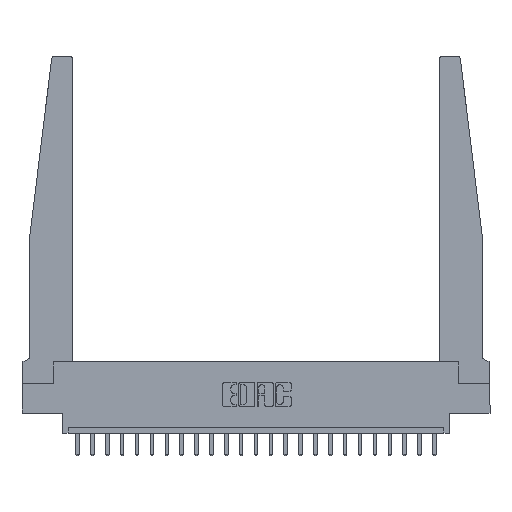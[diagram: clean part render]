
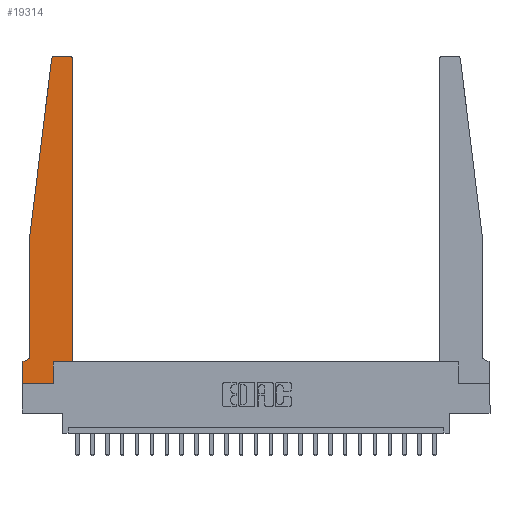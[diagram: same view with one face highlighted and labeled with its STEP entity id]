
A CAD part, top view. The second image highlights one B-rep face of the part: STEP entity #19314.
In plain terms, the highlighted planar face has unit normal (0, 0, 1).
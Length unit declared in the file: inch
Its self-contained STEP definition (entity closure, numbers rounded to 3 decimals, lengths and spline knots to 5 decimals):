
#86 = CARTESIAN_POINT ( 'NONE',  ( 0., 0., 0.37 ) ) ;
#300 = EDGE_CURVE ( 'NONE', #22485, #8490, #14839, .T. ) ;
#844 = CARTESIAN_POINT ( 'NONE',  ( 0., 0.1875, 0.37 ) ) ;
#1186 = DIRECTION ( 'NONE',  ( -1., 0., 0. ) ) ;
#1660 = VERTEX_POINT ( 'NONE', #844 ) ;
#2156 = DIRECTION ( 'NONE',  ( 0., 1., 0. ) ) ;
#2835 = DIRECTION ( 'NONE',  ( 1., 0., 0. ) ) ;
#3010 = CARTESIAN_POINT ( 'NONE',  ( 0.015, 0.2375, 0.37 ) ) ;
#3014 = CIRCLE ( 'NONE', #10491, 0.03 ) ;
#3059 = CARTESIAN_POINT ( 'NONE',  ( 0.065, 0.2375, 0.37 ) ) ;
#3161 = VERTEX_POINT ( 'NONE', #10107 ) ;
#3701 = VECTOR ( 'NONE', #18553, 39.37008 ) ;
#3898 = VECTOR ( 'NONE', #12240, 39.37008 ) ;
#3997 = EDGE_CURVE ( 'NONE', #8252, #21128, #10966, .T. ) ;
#4261 = AXIS2_PLACEMENT_3D ( 'NONE', #3010, #21238, #22876 ) ;
#4453 = VECTOR ( 'NONE', #1186, 39.37008 ) ;
#4553 = CARTESIAN_POINT ( 'NONE',  ( 0.065, 1.25, 0.37 ) ) ;
#4622 = CIRCLE ( 'NONE', #4261, 0.05 ) ;
#4656 = DIRECTION ( 'NONE',  ( 0., 0., 1. ) ) ;
#4665 = ORIENTED_EDGE ( 'NONE', *, *, #6783, .T. ) ;
#4728 = ORIENTED_EDGE ( 'NONE', *, *, #13742, .T. ) ;
#4906 = AXIS2_PLACEMENT_3D ( 'NONE', #12209, #17065, #2835 ) ;
#5506 = LINE ( 'NONE', #14313, #19528 ) ;
#5543 = CARTESIAN_POINT ( 'NONE',  ( 0.425, 0.18, 0.37 ) ) ;
#5582 = CARTESIAN_POINT ( 'NONE',  ( 0., 0., 0.37 ) ) ;
#6463 = CARTESIAN_POINT ( 'NONE',  ( 0.425, 0.18, 0.37 ) ) ;
#6783 = EDGE_CURVE ( 'NONE', #15280, #18449, #9604, .T. ) ;
#6925 = DIRECTION ( 'NONE',  ( -1., 0., 0. ) ) ;
#7181 = DIRECTION ( 'NONE',  ( 0., 1., 0. ) ) ;
#7605 = ORIENTED_EDGE ( 'NONE', *, *, #16222, .T. ) ;
#8252 = VERTEX_POINT ( 'NONE', #12437 ) ;
#8271 = VERTEX_POINT ( 'NONE', #10674 ) ;
#8329 = CARTESIAN_POINT ( 'NONE',  ( 0.27653, 2.75, 0.37 ) ) ;
#8359 = EDGE_CURVE ( 'NONE', #1660, #8271, #21628, .T. ) ;
#8490 = VERTEX_POINT ( 'NONE', #16442 ) ;
#8504 = CARTESIAN_POINT ( 'NONE',  ( 0.065, 1.25, 0.37 ) ) ;
#8931 = LINE ( 'NONE', #23166, #14554 ) ;
#8983 = DIRECTION ( 'NONE',  ( 1., 0., 0. ) ) ;
#9002 = EDGE_CURVE ( 'NONE', #21128, #22485, #17781, .T. ) ;
#9334 = ORIENTED_EDGE ( 'NONE', *, *, #20860, .T. ) ;
#9440 = VERTEX_POINT ( 'NONE', #18813 ) ;
#9604 = LINE ( 'NONE', #4553, #3701 ) ;
#9724 = DIRECTION ( 'NONE',  ( 0., 0., 1. ) ) ;
#9810 = ORIENTED_EDGE ( 'NONE', *, *, #8359, .T. ) ;
#9829 = VERTEX_POINT ( 'NONE', #17042 ) ;
#10075 = ORIENTED_EDGE ( 'NONE', *, *, #9002, .T. ) ;
#10107 = CARTESIAN_POINT ( 'NONE',  ( 0.015, 0.1875, 0.37 ) ) ;
#10385 = FACE_OUTER_BOUND ( 'NONE', #18314, .T. ) ;
#10442 = ORIENTED_EDGE ( 'NONE', *, *, #17084, .T. ) ;
#10491 = AXIS2_PLACEMENT_3D ( 'NONE', #19015, #9724, #22330 ) ;
#10494 = EDGE_CURVE ( 'NONE', #18449, #3161, #4622, .T. ) ;
#10674 = CARTESIAN_POINT ( 'NONE',  ( 0., 0., 0.37 ) ) ;
#10966 = LINE ( 'NONE', #11208, #18929 ) ;
#11208 = CARTESIAN_POINT ( 'NONE',  ( 0.2605, 0.18, 0.37 ) ) ;
#11369 = AXIS2_PLACEMENT_3D ( 'NONE', #20768, #4656, #15700 ) ;
#12209 = CARTESIAN_POINT ( 'NONE',  ( 0.395, 2.72, 0.37 ) ) ;
#12240 = DIRECTION ( 'NONE',  ( 1., 0., 0. ) ) ;
#12437 = CARTESIAN_POINT ( 'NONE',  ( 0.2605, 0., 0.37 ) ) ;
#12532 = EDGE_CURVE ( 'NONE', #9829, #14795, #18945, .T. ) ;
#13742 = EDGE_CURVE ( 'NONE', #9440, #15280, #8931, .T. ) ;
#14313 = CARTESIAN_POINT ( 'NONE',  ( 0.065, 0.1875, 0.37 ) ) ;
#14554 = VECTOR ( 'NONE', #16113, 39.37008 ) ;
#14560 = DIRECTION ( 'NONE',  ( 0., -1., 0. ) ) ;
#14795 = VERTEX_POINT ( 'NONE', #8329 ) ;
#14839 = LINE ( 'NONE', #5543, #16404 ) ;
#15280 = VERTEX_POINT ( 'NONE', #8504 ) ;
#15562 = CARTESIAN_POINT ( 'NONE',  ( 0.2605, 0.18, 0.37 ) ) ;
#15700 = DIRECTION ( 'NONE',  ( 1., 0., 0. ) ) ;
#15800 = CIRCLE ( 'NONE', #4906, 0.03 ) ;
#15884 = EDGE_CURVE ( 'NONE', #3161, #1660, #5506, .T. ) ;
#16113 = DIRECTION ( 'NONE',  ( -0.122, -0.992, 0. ) ) ;
#16198 = VECTOR ( 'NONE', #14560, 39.37008 ) ;
#16222 = EDGE_CURVE ( 'NONE', #14795, #9440, #3014, .T. ) ;
#16404 = VECTOR ( 'NONE', #7181, 39.37008 ) ;
#16442 = CARTESIAN_POINT ( 'NONE',  ( 0.425, 2.72, 0.37 ) ) ;
#16750 = ORIENTED_EDGE ( 'NONE', *, *, #12532, .T. ) ;
#17042 = CARTESIAN_POINT ( 'NONE',  ( 0.395, 2.75, 0.37 ) ) ;
#17065 = DIRECTION ( 'NONE',  ( 0., 0., 1. ) ) ;
#17084 = EDGE_CURVE ( 'NONE', #8490, #9829, #15800, .T. ) ;
#17188 = CARTESIAN_POINT ( 'NONE',  ( 0.25, 2.75, 0.37 ) ) ;
#17700 = PLANE ( 'NONE',  #11369 ) ;
#17781 = LINE ( 'NONE', #22604, #3898 ) ;
#17788 = ORIENTED_EDGE ( 'NONE', *, *, #10494, .T. ) ;
#18054 = ORIENTED_EDGE ( 'NONE', *, *, #3997, .T. ) ;
#18282 = LINE ( 'NONE', #5582, #22626 ) ;
#18314 = EDGE_LOOP ( 'NONE', ( #16750, #7605, #4728, #4665, #17788, #22435, #9810, #9334, #18054, #10075, #19554, #10442 ) ) ;
#18449 = VERTEX_POINT ( 'NONE', #3059 ) ;
#18553 = DIRECTION ( 'NONE',  ( 0., -1., 0. ) ) ;
#18813 = CARTESIAN_POINT ( 'NONE',  ( 0.24675, 2.72367, 0.37 ) ) ;
#18929 = VECTOR ( 'NONE', #2156, 39.37008 ) ;
#18945 = LINE ( 'NONE', #17188, #4453 ) ;
#19015 = CARTESIAN_POINT ( 'NONE',  ( 0.27653, 2.72, 0.37 ) ) ;
#19314 = ADVANCED_FACE ( 'NONE', ( #10385 ), #17700, .T. ) ;
#19528 = VECTOR ( 'NONE', #6925, 39.37008 ) ;
#19554 = ORIENTED_EDGE ( 'NONE', *, *, #300, .T. ) ;
#20768 = CARTESIAN_POINT ( 'NONE',  ( 0., 0.1875, 0.37 ) ) ;
#20860 = EDGE_CURVE ( 'NONE', #8271, #8252, #18282, .T. ) ;
#21128 = VERTEX_POINT ( 'NONE', #15562 ) ;
#21238 = DIRECTION ( 'NONE',  ( 0., 0., -1. ) ) ;
#21628 = LINE ( 'NONE', #86, #16198 ) ;
#22330 = DIRECTION ( 'NONE',  ( 1., 0., 0. ) ) ;
#22435 = ORIENTED_EDGE ( 'NONE', *, *, #15884, .T. ) ;
#22485 = VERTEX_POINT ( 'NONE', #6463 ) ;
#22604 = CARTESIAN_POINT ( 'NONE',  ( 0.425, 0.18, 0.37 ) ) ;
#22626 = VECTOR ( 'NONE', #8983, 39.37008 ) ;
#22876 = DIRECTION ( 'NONE',  ( -1., 0., 0. ) ) ;
#23166 = CARTESIAN_POINT ( 'NONE',  ( 0.065, 1.25, 0.37 ) ) ;
